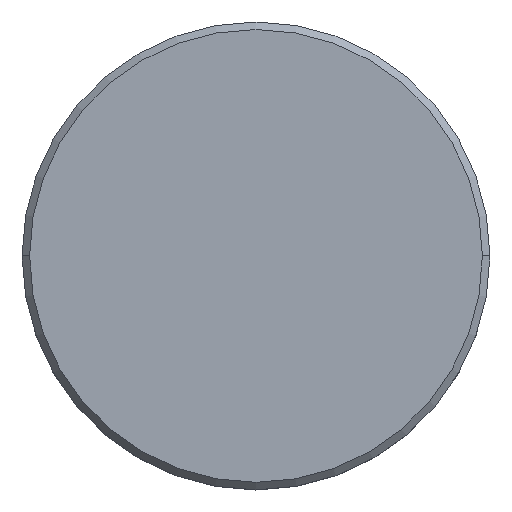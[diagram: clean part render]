
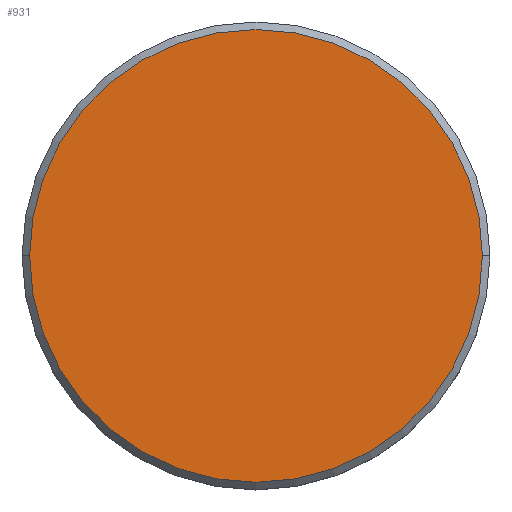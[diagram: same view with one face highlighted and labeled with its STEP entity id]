
A CAD part, top view. The second image highlights one B-rep face of the part: STEP entity #931.
In plain terms, the highlighted planar face has unit normal (0, 0, 1).
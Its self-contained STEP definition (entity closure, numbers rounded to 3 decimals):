
#9 = CARTESIAN_POINT ( 'NONE',  ( -15., 0., 0. ) ) ;
#46 = CARTESIAN_POINT ( 'NONE',  ( 0., 0., 0. ) ) ;
#123 = ORIENTED_EDGE ( 'NONE', *, *, #386, .T. ) ;
#143 = FACE_OUTER_BOUND ( 'NONE', #163, .T. ) ;
#163 = EDGE_LOOP ( 'NONE', ( #1166, #123 ) ) ;
#235 = DIRECTION ( 'NONE',  ( 1., 0., 0. ) ) ;
#269 = VERTEX_POINT ( 'NONE', #638 ) ;
#286 = VERTEX_POINT ( 'NONE', #9 ) ;
#302 = CARTESIAN_POINT ( 'NONE',  ( 0., 0., 0. ) ) ;
#312 = PLANE ( 'NONE',  #983 ) ;
#325 = DIRECTION ( 'NONE',  ( 1., 0., 0. ) ) ;
#367 = DIRECTION ( 'NONE',  ( 0., 0., 1. ) ) ;
#371 = CIRCLE ( 'NONE', #1017, 15. ) ;
#386 = EDGE_CURVE ( 'NONE', #269, #286, #371, .T. ) ;
#489 = AXIS2_PLACEMENT_3D ( 'NONE', #893, #367, #988 ) ;
#638 = CARTESIAN_POINT ( 'NONE',  ( 15., 0., 0. ) ) ;
#754 = DIRECTION ( 'NONE',  ( 0., 0., 1. ) ) ;
#834 = EDGE_CURVE ( 'NONE', #286, #269, #1168, .T. ) ;
#893 = CARTESIAN_POINT ( 'NONE',  ( 0., 0., 0. ) ) ;
#931 = ADVANCED_FACE ( 'NONE', ( #143 ), #312, .T. ) ;
#983 = AXIS2_PLACEMENT_3D ( 'NONE', #46, #1024, #325 ) ;
#988 = DIRECTION ( 'NONE',  ( 1., 0., 0. ) ) ;
#1017 = AXIS2_PLACEMENT_3D ( 'NONE', #302, #754, #235 ) ;
#1024 = DIRECTION ( 'NONE',  ( 0., 0., 1. ) ) ;
#1166 = ORIENTED_EDGE ( 'NONE', *, *, #834, .T. ) ;
#1168 = CIRCLE ( 'NONE', #489, 15. ) ;
